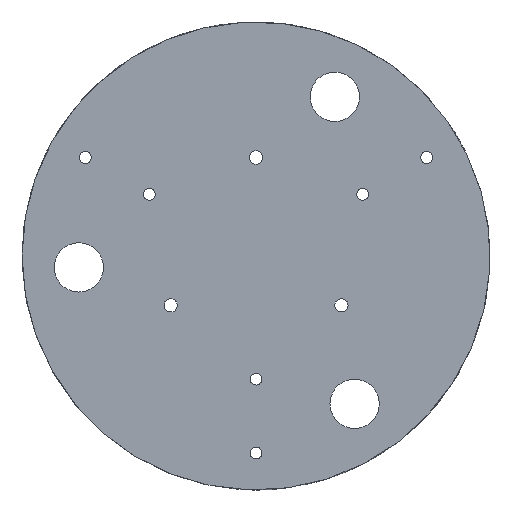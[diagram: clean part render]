
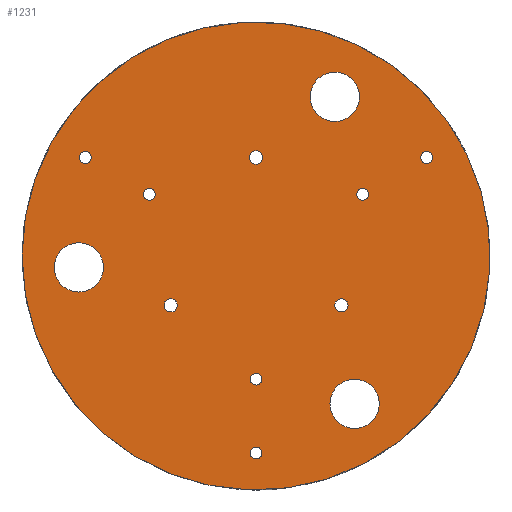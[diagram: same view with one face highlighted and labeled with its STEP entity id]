
A CAD part, front view. The second image highlights one B-rep face of the part: STEP entity #1231.
In plain terms, the highlighted planar face has unit normal (0, -1, 0).
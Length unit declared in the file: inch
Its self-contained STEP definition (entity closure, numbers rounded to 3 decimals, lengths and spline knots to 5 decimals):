
#236=PLANE($,#1370);
#263=FACE_BOUND($,#424,.T.);
#264=FACE_BOUND($,#425,.T.);
#265=FACE_BOUND($,#426,.T.);
#266=FACE_BOUND($,#427,.T.);
#267=FACE_BOUND($,#428,.T.);
#268=FACE_BOUND($,#429,.T.);
#269=FACE_BOUND($,#430,.T.);
#270=FACE_BOUND($,#431,.T.);
#271=FACE_BOUND($,#432,.T.);
#272=FACE_BOUND($,#433,.T.);
#273=FACE_BOUND($,#434,.T.);
#274=FACE_BOUND($,#435,.T.);
#275=FACE_BOUND($,#436,.T.);
#424=EDGE_LOOP($,(#1125));
#425=EDGE_LOOP($,(#1126));
#426=EDGE_LOOP($,(#1127));
#427=EDGE_LOOP($,(#1128));
#428=EDGE_LOOP($,(#1129));
#429=EDGE_LOOP($,(#1130));
#430=EDGE_LOOP($,(#1131));
#431=EDGE_LOOP($,(#1132));
#432=EDGE_LOOP($,(#1133));
#433=EDGE_LOOP($,(#1134));
#434=EDGE_LOOP($,(#1135));
#435=EDGE_LOOP($,(#1136));
#436=EDGE_LOOP($,(#1137));
#437=CIRCLE($,#1236,0.25);
#439=CIRCLE($,#1241,0.06);
#441=CIRCLE($,#1246,0.06);
#443=CIRCLE($,#1249,0.0675);
#445=CIRCLE($,#1252,0.25);
#447=CIRCLE($,#1257,0.06);
#449=CIRCLE($,#1262,0.06);
#451=CIRCLE($,#1265,0.0675);
#485=CIRCLE($,#1310,2.375);
#495=CIRCLE($,#1336,0.0675);
#496=CIRCLE($,#1338,0.25);
#497=CIRCLE($,#1340,0.06);
#499=CIRCLE($,#1343,0.06);
#510=VERTEX_POINT($,#1743);
#520=VERTEX_POINT($,#1766);
#530=VERTEX_POINT($,#1789);
#532=VERTEX_POINT($,#1794);
#534=VERTEX_POINT($,#1799);
#544=VERTEX_POINT($,#1822);
#554=VERTEX_POINT($,#1845);
#556=VERTEX_POINT($,#1850);
#590=VERTEX_POINT($,#1949);
#607=VERTEX_POINT($,#2012);
#608=VERTEX_POINT($,#2015);
#609=VERTEX_POINT($,#2018);
#611=VERTEX_POINT($,#2023);
#631=EDGE_CURVE($,#510,#510,#437,.T.);
#641=EDGE_CURVE($,#520,#520,#439,.T.);
#651=EDGE_CURVE($,#530,#530,#441,.T.);
#653=EDGE_CURVE($,#532,#532,#443,.T.);
#655=EDGE_CURVE($,#534,#534,#445,.T.);
#665=EDGE_CURVE($,#544,#544,#447,.T.);
#675=EDGE_CURVE($,#554,#554,#449,.T.);
#677=EDGE_CURVE($,#556,#556,#451,.T.);
#731=EDGE_CURVE($,#590,#590,#485,.T.);
#761=EDGE_CURVE($,#607,#607,#495,.T.);
#762=EDGE_CURVE($,#608,#608,#496,.T.);
#763=EDGE_CURVE($,#609,#609,#497,.T.);
#765=EDGE_CURVE($,#611,#611,#499,.T.);
#1125=ORIENTED_EDGE($,*,*,#631,.T.);
#1126=ORIENTED_EDGE($,*,*,#641,.T.);
#1127=ORIENTED_EDGE($,*,*,#651,.T.);
#1128=ORIENTED_EDGE($,*,*,#653,.T.);
#1129=ORIENTED_EDGE($,*,*,#655,.T.);
#1130=ORIENTED_EDGE($,*,*,#665,.T.);
#1131=ORIENTED_EDGE($,*,*,#675,.T.);
#1132=ORIENTED_EDGE($,*,*,#677,.T.);
#1133=ORIENTED_EDGE($,*,*,#761,.T.);
#1134=ORIENTED_EDGE($,*,*,#762,.T.);
#1135=ORIENTED_EDGE($,*,*,#763,.T.);
#1136=ORIENTED_EDGE($,*,*,#765,.T.);
#1137=ORIENTED_EDGE($,*,*,#731,.T.);
#1231=ADVANCED_FACE($,(#263,#264,#265,#266,#267,#268,#269,#270,#271,#272,
#273,#274,#275),#236,.F.);
#1236=AXIS2_PLACEMENT_3D($,#1744,#1375,#1376);
#1241=AXIS2_PLACEMENT_3D($,#1767,#1393,#1394);
#1246=AXIS2_PLACEMENT_3D($,#1790,#1411,#1412);
#1249=AXIS2_PLACEMENT_3D($,#1795,#1417,#1418);
#1252=AXIS2_PLACEMENT_3D($,#1800,#1423,#1424);
#1257=AXIS2_PLACEMENT_3D($,#1823,#1441,#1442);
#1262=AXIS2_PLACEMENT_3D($,#1846,#1459,#1460);
#1265=AXIS2_PLACEMENT_3D($,#1851,#1465,#1466);
#1310=AXIS2_PLACEMENT_3D($,#1950,#1575,#1576);
#1336=AXIS2_PLACEMENT_3D($,#2013,#1647,#1648);
#1338=AXIS2_PLACEMENT_3D($,#2016,#1651,#1652);
#1340=AXIS2_PLACEMENT_3D($,#2019,#1655,#1656);
#1343=AXIS2_PLACEMENT_3D($,#2024,#1661,#1662);
#1370=AXIS2_PLACEMENT_3D($,#2094,#1739,#1740);
#1375=DIRECTION('center_axis',(0.,1.,0.));
#1376=DIRECTION('ref_axis',(0.5,0.,-0.866));
#1393=DIRECTION('center_axis',(0.,1.,0.));
#1394=DIRECTION('ref_axis',(0.5,0.,-0.866));
#1411=DIRECTION('center_axis',(0.,1.,0.));
#1412=DIRECTION('ref_axis',(0.5,0.,-0.866));
#1417=DIRECTION('center_axis',(0.,1.,0.));
#1418=DIRECTION('ref_axis',(0.5,0.,-0.866));
#1423=DIRECTION('center_axis',(0.,1.,0.));
#1424=DIRECTION('ref_axis',(0.5,0.,0.866));
#1441=DIRECTION('center_axis',(0.,1.,0.));
#1442=DIRECTION('ref_axis',(0.5,0.,0.866));
#1459=DIRECTION('center_axis',(0.,1.,0.));
#1460=DIRECTION('ref_axis',(0.5,0.,0.866));
#1465=DIRECTION('center_axis',(0.,1.,0.));
#1466=DIRECTION('ref_axis',(0.5,0.,0.866));
#1575=DIRECTION('center_axis',(0.,-1.,0.));
#1576=DIRECTION('ref_axis',(1.,0.,0.));
#1647=DIRECTION('center_axis',(0.,1.,0.));
#1648=DIRECTION('ref_axis',(-1.,0.,0.));
#1651=DIRECTION('center_axis',(0.,1.,0.));
#1652=DIRECTION('ref_axis',(-1.,0.,0.));
#1655=DIRECTION('center_axis',(0.,1.,0.));
#1656=DIRECTION('ref_axis',(-1.,0.,0.));
#1661=DIRECTION('center_axis',(0.,1.,0.));
#1662=DIRECTION('ref_axis',(-1.,0.,0.));
#1739=DIRECTION('center_axis',(0.,1.,0.));
#1740=DIRECTION('ref_axis',(0.,0.,1.));
#1743=CARTESIAN_POINT('',(0.67404,0.,1.83253));
#1744=CARTESIAN_POINT('Origin',(0.79904,0.,1.61603));
#1766=CARTESIAN_POINT('',(1.70205,0.,1.05196));
#1767=CARTESIAN_POINT('Origin',(1.73205,0.,1.));
#1789=CARTESIAN_POINT('',(1.05253,0.,0.67696));
#1790=CARTESIAN_POINT('Origin',(1.08253,0.,0.625));
#1794=CARTESIAN_POINT('',(-0.89978,0.,-0.44154));
#1795=CARTESIAN_POINT('Origin',(-0.86603,0.,-0.5));
#1799=CARTESIAN_POINT('',(-1.92404,0.,-0.33253));
#1800=CARTESIAN_POINT('Origin',(-1.79904,0.,-0.11603));
#1822=CARTESIAN_POINT('',(-1.76205,0.,0.94804));
#1823=CARTESIAN_POINT('Origin',(-1.73205,0.,1.));
#1845=CARTESIAN_POINT('',(-1.11253,0.,0.57304));
#1846=CARTESIAN_POINT('Origin',(-1.08253,0.,0.625));
#1850=CARTESIAN_POINT('',(0.83228,0.,-0.55846));
#1851=CARTESIAN_POINT('Origin',(0.86603,0.,-0.5));
#1949=CARTESIAN_POINT('',(-2.375,0.,0.));
#1950=CARTESIAN_POINT('Origin',(0.,0.,0.));
#2012=CARTESIAN_POINT('',(0.0675,0.,1.));
#2013=CARTESIAN_POINT('Origin',(0.,0.,1.));
#2015=CARTESIAN_POINT('',(1.25,0.,-1.5));
#2016=CARTESIAN_POINT('Origin',(1.,0.,-1.5));
#2018=CARTESIAN_POINT('',(0.06,0.,-2.));
#2019=CARTESIAN_POINT('Origin',(0.,0.,-2.));
#2023=CARTESIAN_POINT('',(0.06,0.,-1.25));
#2024=CARTESIAN_POINT('Origin',(0.,0.,-1.25));
#2094=CARTESIAN_POINT('Origin',(0.,0.,0.));
